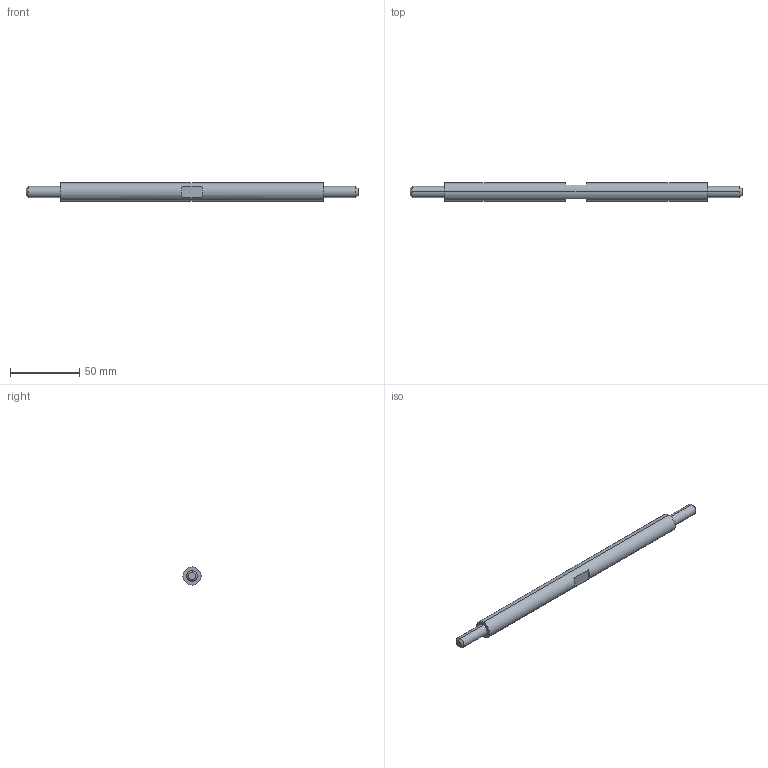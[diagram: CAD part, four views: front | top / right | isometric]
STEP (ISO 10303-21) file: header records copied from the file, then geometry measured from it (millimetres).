
FILE_DESCRIPTION (( 'STEP AP214' ), '1' );
FILE_NAME ('000043-02-004_Barre de liaison.STEP', '2022-01-21T12:41:15', ( '' ), ( '' ), 'SwSTEP 2.0', 'SolidWorks 2014', '' );
FILE_SCHEMA (( 'AUTOMOTIVE_DESIGN' ));
Length unit declared in the file: millimetre
Products named in the file (1): 000043-02-004_Barre de liaison
Bounding box: 239 x 13 x 13 mm (x, y, z)
Volume: 22534.3 mm3; surface area: 14741 mm2
Topology: 3 solids, 3 shells, 24 faces, 44 edges, 28 vertices
Faces by surface type: plane 12, cylinder 8, cone 4
Entity records: 656 total; most frequent: DIRECTION 118, CARTESIAN_POINT 97, ORIENTED_EDGE 88, AXIS2_PLACEMENT_3D 49, EDGE_CURVE 44, VERTEX_POINT 28, EDGE_LOOP 28, CIRCLE 24
